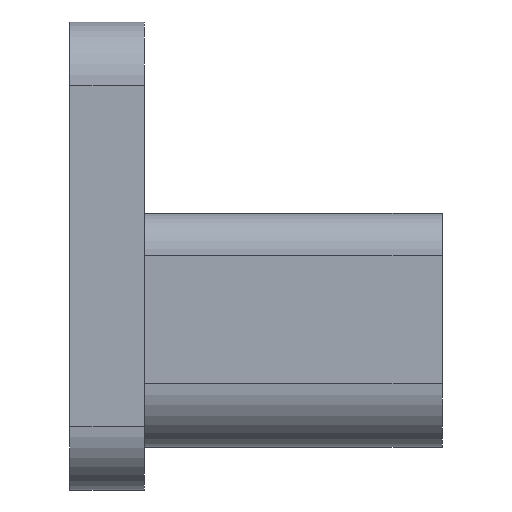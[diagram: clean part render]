
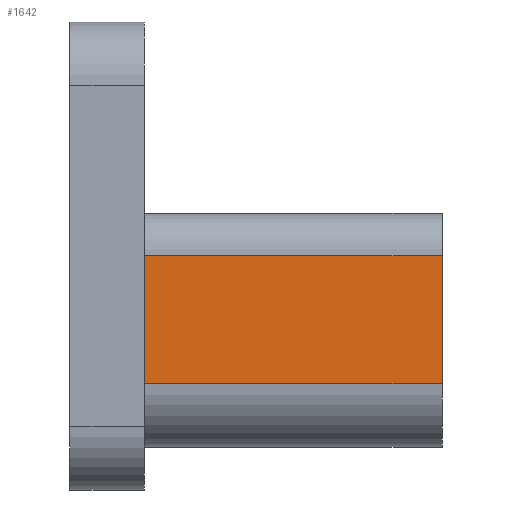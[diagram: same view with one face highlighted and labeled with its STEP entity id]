
A CAD part, left-side view. The second image highlights one B-rep face of the part: STEP entity #1642.
In plain terms, the highlighted planar face has unit normal (-1, 0, 0).
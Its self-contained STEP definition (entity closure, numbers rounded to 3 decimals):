
#44 = PLANE('',#45);
#45 = AXIS2_PLACEMENT_3D('',#46,#47,#48);
#46 = CARTESIAN_POINT('',(48.5,-14.5,-11.));
#47 = DIRECTION('',(0.,-1.,0.));
#48 = DIRECTION('',(1.,0.,0.));
#498 = VERTEX_POINT('',#499);
#499 = CARTESIAN_POINT('',(25.5,-14.5,0.));
#518 = CYLINDRICAL_SURFACE('',#519,2.);
#519 = AXIS2_PLACEMENT_3D('',#520,#521,#522);
#520 = CARTESIAN_POINT('',(27.5,-14.5,0.));
#521 = DIRECTION('',(-0.,-1.,0.));
#522 = DIRECTION('',(-1.,0.,0.));
#530 = EDGE_CURVE('',#531,#498,#533,.T.);
#531 = VERTEX_POINT('',#532);
#532 = CARTESIAN_POINT('',(25.5,-14.5,-6.));
#533 = SURFACE_CURVE('',#534,(#538,#545),.PCURVE_S1.);
#534 = LINE('',#535,#536);
#535 = CARTESIAN_POINT('',(25.5,-14.5,-9.));
#536 = VECTOR('',#537,1.);
#537 = DIRECTION('',(0.,0.,1.));
#538 = PCURVE('',#44,#539);
#539 = DEFINITIONAL_REPRESENTATION('',(#540),#544);
#540 = LINE('',#541,#542);
#541 = CARTESIAN_POINT('',(-23.,2.));
#542 = VECTOR('',#543,1.);
#543 = DIRECTION('',(-0.,1.));
#544 = ( GEOMETRIC_REPRESENTATION_CONTEXT(2) 
PARAMETRIC_REPRESENTATION_CONTEXT() REPRESENTATION_CONTEXT('2D SPACE',''
  ) );
#545 = PCURVE('',#546,#551);
#546 = PLANE('',#547);
#547 = AXIS2_PLACEMENT_3D('',#548,#549,#550);
#548 = CARTESIAN_POINT('',(25.5,-14.5,-9.));
#549 = DIRECTION('',(-1.,-0.,-0.));
#550 = DIRECTION('',(0.,1.,0.));
#551 = DEFINITIONAL_REPRESENTATION('',(#552),#556);
#552 = LINE('',#553,#554);
#553 = CARTESIAN_POINT('',(-0.,0.));
#554 = VECTOR('',#555,1.);
#555 = DIRECTION('',(-0.,-1.));
#556 = ( GEOMETRIC_REPRESENTATION_CONTEXT(2) 
PARAMETRIC_REPRESENTATION_CONTEXT() REPRESENTATION_CONTEXT('2D SPACE',''
  ) );
#579 = CYLINDRICAL_SURFACE('',#580,3.);
#580 = AXIS2_PLACEMENT_3D('',#581,#582,#583);
#581 = CARTESIAN_POINT('',(28.5,-14.5,-6.));
#582 = DIRECTION('',(-0.,-1.,0.));
#583 = DIRECTION('',(-0.,0.,-1.));
#1125 = PLANE('',#1126);
#1126 = AXIS2_PLACEMENT_3D('',#1127,#1128,#1129);
#1127 = CARTESIAN_POINT('',(39.5,-28.5,-9.));
#1128 = DIRECTION('',(0.,-1.,0.));
#1129 = DIRECTION('',(1.,0.,0.));
#1539 = EDGE_CURVE('',#531,#1540,#1542,.T.);
#1540 = VERTEX_POINT('',#1541);
#1541 = CARTESIAN_POINT('',(25.5,-28.5,-6.));
#1542 = SURFACE_CURVE('',#1543,(#1547,#1554),.PCURVE_S1.);
#1543 = LINE('',#1544,#1545);
#1544 = CARTESIAN_POINT('',(25.5,-14.5,-6.));
#1545 = VECTOR('',#1546,1.);
#1546 = DIRECTION('',(-0.,-1.,0.));
#1547 = PCURVE('',#579,#1548);
#1548 = DEFINITIONAL_REPRESENTATION('',(#1549),#1553);
#1549 = LINE('',#1550,#1551);
#1550 = CARTESIAN_POINT('',(-1.571,0.));
#1551 = VECTOR('',#1552,1.);
#1552 = DIRECTION('',(-0.,1.));
#1553 = ( GEOMETRIC_REPRESENTATION_CONTEXT(2) 
PARAMETRIC_REPRESENTATION_CONTEXT() REPRESENTATION_CONTEXT('2D SPACE',''
  ) );
#1554 = PCURVE('',#546,#1555);
#1555 = DEFINITIONAL_REPRESENTATION('',(#1556),#1560);
#1556 = LINE('',#1557,#1558);
#1557 = CARTESIAN_POINT('',(0.,-3.));
#1558 = VECTOR('',#1559,1.);
#1559 = DIRECTION('',(-1.,0.));
#1560 = ( GEOMETRIC_REPRESENTATION_CONTEXT(2) 
PARAMETRIC_REPRESENTATION_CONTEXT() REPRESENTATION_CONTEXT('2D SPACE',''
  ) );
#1595 = VERTEX_POINT('',#1596);
#1596 = CARTESIAN_POINT('',(25.5,-28.5,0.));
#1622 = EDGE_CURVE('',#498,#1595,#1623,.T.);
#1623 = SURFACE_CURVE('',#1624,(#1628,#1635),.PCURVE_S1.);
#1624 = LINE('',#1625,#1626);
#1625 = CARTESIAN_POINT('',(25.5,-14.5,0.));
#1626 = VECTOR('',#1627,1.);
#1627 = DIRECTION('',(-0.,-1.,0.));
#1628 = PCURVE('',#518,#1629);
#1629 = DEFINITIONAL_REPRESENTATION('',(#1630),#1634);
#1630 = LINE('',#1631,#1632);
#1631 = CARTESIAN_POINT('',(-0.,0.));
#1632 = VECTOR('',#1633,1.);
#1633 = DIRECTION('',(-0.,1.));
#1634 = ( GEOMETRIC_REPRESENTATION_CONTEXT(2) 
PARAMETRIC_REPRESENTATION_CONTEXT() REPRESENTATION_CONTEXT('2D SPACE',''
  ) );
#1635 = PCURVE('',#546,#1636);
#1636 = DEFINITIONAL_REPRESENTATION('',(#1637),#1641);
#1637 = LINE('',#1638,#1639);
#1638 = CARTESIAN_POINT('',(0.,-9.));
#1639 = VECTOR('',#1640,1.);
#1640 = DIRECTION('',(-1.,0.));
#1641 = ( GEOMETRIC_REPRESENTATION_CONTEXT(2) 
PARAMETRIC_REPRESENTATION_CONTEXT() REPRESENTATION_CONTEXT('2D SPACE',''
  ) );
#1642 = ADVANCED_FACE('',(#1643),#546,.T.);
#1643 = FACE_BOUND('',#1644,.F.);
#1644 = EDGE_LOOP('',(#1645,#1666,#1667,#1668));
#1645 = ORIENTED_EDGE('',*,*,#1646,.F.);
#1646 = EDGE_CURVE('',#1540,#1595,#1647,.T.);
#1647 = SURFACE_CURVE('',#1648,(#1652,#1659),.PCURVE_S1.);
#1648 = LINE('',#1649,#1650);
#1649 = CARTESIAN_POINT('',(25.5,-28.5,-9.));
#1650 = VECTOR('',#1651,1.);
#1651 = DIRECTION('',(0.,0.,1.));
#1652 = PCURVE('',#546,#1653);
#1653 = DEFINITIONAL_REPRESENTATION('',(#1654),#1658);
#1654 = LINE('',#1655,#1656);
#1655 = CARTESIAN_POINT('',(-14.,0.));
#1656 = VECTOR('',#1657,1.);
#1657 = DIRECTION('',(-0.,-1.));
#1658 = ( GEOMETRIC_REPRESENTATION_CONTEXT(2) 
PARAMETRIC_REPRESENTATION_CONTEXT() REPRESENTATION_CONTEXT('2D SPACE',''
  ) );
#1659 = PCURVE('',#1125,#1660);
#1660 = DEFINITIONAL_REPRESENTATION('',(#1661),#1665);
#1661 = LINE('',#1662,#1663);
#1662 = CARTESIAN_POINT('',(-14.,0.));
#1663 = VECTOR('',#1664,1.);
#1664 = DIRECTION('',(-0.,1.));
#1665 = ( GEOMETRIC_REPRESENTATION_CONTEXT(2) 
PARAMETRIC_REPRESENTATION_CONTEXT() REPRESENTATION_CONTEXT('2D SPACE',''
  ) );
#1666 = ORIENTED_EDGE('',*,*,#1539,.F.);
#1667 = ORIENTED_EDGE('',*,*,#530,.T.);
#1668 = ORIENTED_EDGE('',*,*,#1622,.T.);
